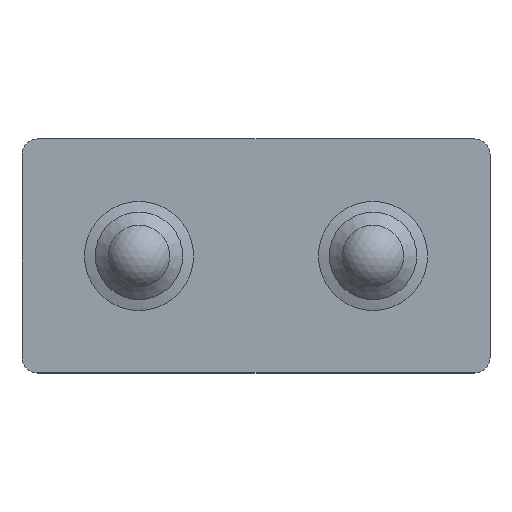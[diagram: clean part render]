
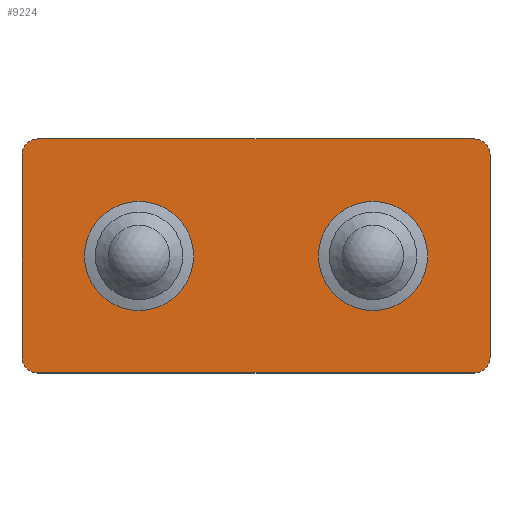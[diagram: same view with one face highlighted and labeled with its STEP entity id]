
A CAD part, top view. The second image highlights one B-rep face of the part: STEP entity #9224.
In plain terms, the highlighted planar face has unit normal (0, 0, 1).
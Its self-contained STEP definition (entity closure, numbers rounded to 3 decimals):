
#4902=VECTOR('',#7660,1.);
#4903=VECTOR('',#7663,1.);
#4904=VECTOR('',#7666,1.);
#4905=VECTOR('',#7669,1.);
#5162=LINE('',#9454,#4902);
#5163=LINE('',#9458,#4903);
#5164=LINE('',#9462,#4904);
#5165=LINE('',#9465,#4905);
#5430=ORIENTED_EDGE('',*,*,#6746,.F.);
#5431=ORIENTED_EDGE('',*,*,#6749,.F.);
#5432=ORIENTED_EDGE('',*,*,#6750,.F.);
#5433=ORIENTED_EDGE('',*,*,#6751,.F.);
#5434=ORIENTED_EDGE('',*,*,#6752,.F.);
#5435=ORIENTED_EDGE('',*,*,#6753,.F.);
#5436=ORIENTED_EDGE('',*,*,#6754,.F.);
#5437=ORIENTED_EDGE('',*,*,#6755,.F.);
#5438=ORIENTED_EDGE('',*,*,#6756,.F.);
#5439=ORIENTED_EDGE('',*,*,#6757,.F.);
#6346=CIRCLE('',#8702,3.);
#6347=CIRCLE('',#8704,3.);
#6348=CIRCLE('',#8705,3.);
#6349=CIRCLE('',#8706,3.);
#6350=CIRCLE('',#8707,4.5);
#6351=CIRCLE('',#8708,4.5);
#6436=VERTEX_POINT('',#9447);
#6437=VERTEX_POINT('',#9448);
#6438=VERTEX_POINT('',#9453);
#6439=VERTEX_POINT('',#9455);
#6440=VERTEX_POINT('',#9457);
#6441=VERTEX_POINT('',#9459);
#6442=VERTEX_POINT('',#9461);
#6443=VERTEX_POINT('',#9463);
#6444=VERTEX_POINT('',#9466);
#6445=VERTEX_POINT('',#9468);
#6746=EDGE_CURVE('',#6436,#6437,#6346,.T.);
#6749=EDGE_CURVE('',#6438,#6436,#5162,.T.);
#6750=EDGE_CURVE('',#6439,#6438,#6347,.T.);
#6751=EDGE_CURVE('',#6440,#6439,#5163,.T.);
#6752=EDGE_CURVE('',#6441,#6440,#6348,.T.);
#6753=EDGE_CURVE('',#6442,#6441,#5164,.T.);
#6754=EDGE_CURVE('',#6443,#6442,#6349,.T.);
#6755=EDGE_CURVE('',#6437,#6443,#5165,.T.);
#6756=EDGE_CURVE('',#6444,#6444,#6350,.T.);
#6757=EDGE_CURVE('',#6445,#6445,#6351,.T.);
#7202=EDGE_LOOP('',(#5430,#5431,#5432,#5433,#5434,#5435,#5436,#5437));
#7203=EDGE_LOOP('',(#5438));
#7204=EDGE_LOOP('',(#5439));
#7420=FACE_BOUND('',#7202,.T.);
#7421=FACE_BOUND('',#7203,.T.);
#7422=FACE_BOUND('',#7204,.T.);
#7654=DIRECTION('',(0.,0.,-1.));
#7655=DIRECTION('',(-3.,0.,0.));
#7658=DIRECTION('',(0.,0.,1.));
#7659=DIRECTION('',(0.,-1.,0.));
#7660=DIRECTION('',(0.,39.,0.));
#7661=DIRECTION('',(0.,0.,-1.));
#7662=DIRECTION('',(0.,-3.,0.));
#7663=DIRECTION('',(-84.,0.,0.));
#7664=DIRECTION('',(0.,0.,-1.));
#7665=DIRECTION('',(3.,0.,0.));
#7666=DIRECTION('',(0.,-39.,0.));
#7667=DIRECTION('',(0.,0.,-1.));
#7668=DIRECTION('',(0.,3.,0.));
#7669=DIRECTION('',(84.,0.,0.));
#7670=DIRECTION('',(0.,0.,1.));
#7671=DIRECTION('',(0.,4.5,0.));
#7672=DIRECTION('',(0.,0.,1.));
#7673=DIRECTION('',(0.,4.5,0.));
#8702=AXIS2_PLACEMENT_3D('',#9449,#7654,#7655);
#8703=AXIS2_PLACEMENT_3D('',#9452,#7658,#7659);
#8704=AXIS2_PLACEMENT_3D('',#9456,#7661,#7662);
#8705=AXIS2_PLACEMENT_3D('',#9460,#7664,#7665);
#8706=AXIS2_PLACEMENT_3D('',#9464,#7667,#7668);
#8707=AXIS2_PLACEMENT_3D('',#9467,#7670,#7671);
#8708=AXIS2_PLACEMENT_3D('',#9469,#7672,#7673);
#9095=PLANE('',#8703);
#9224=ADVANCED_FACE('',(#7420,#7421,#7422),#9095,.T.);
#9447=CARTESIAN_POINT('',(14.327,54.326,4.));
#9448=CARTESIAN_POINT('',(17.327,57.326,4.));
#9449=CARTESIAN_POINT('',(17.327,54.326,4.));
#9452=CARTESIAN_POINT('',(14.327,54.326,4.));
#9453=CARTESIAN_POINT('',(14.327,15.326,4.));
#9454=CARTESIAN_POINT('',(14.327,15.326,4.));
#9455=CARTESIAN_POINT('',(17.327,12.326,4.));
#9456=CARTESIAN_POINT('',(17.327,15.326,4.));
#9457=CARTESIAN_POINT('',(101.327,12.326,4.));
#9458=CARTESIAN_POINT('',(101.327,12.326,4.));
#9459=CARTESIAN_POINT('',(104.327,15.326,4.));
#9460=CARTESIAN_POINT('',(101.327,15.326,4.));
#9461=CARTESIAN_POINT('',(104.327,54.326,4.));
#9462=CARTESIAN_POINT('',(104.327,54.326,4.));
#9463=CARTESIAN_POINT('',(101.327,57.326,4.));
#9464=CARTESIAN_POINT('',(101.327,54.326,4.));
#9465=CARTESIAN_POINT('',(17.327,57.326,4.));
#9466=CARTESIAN_POINT('',(36.827,39.326,4.));
#9467=CARTESIAN_POINT('',(36.827,34.826,4.));
#9468=CARTESIAN_POINT('',(81.827,39.326,4.));
#9469=CARTESIAN_POINT('',(81.827,34.826,4.));
